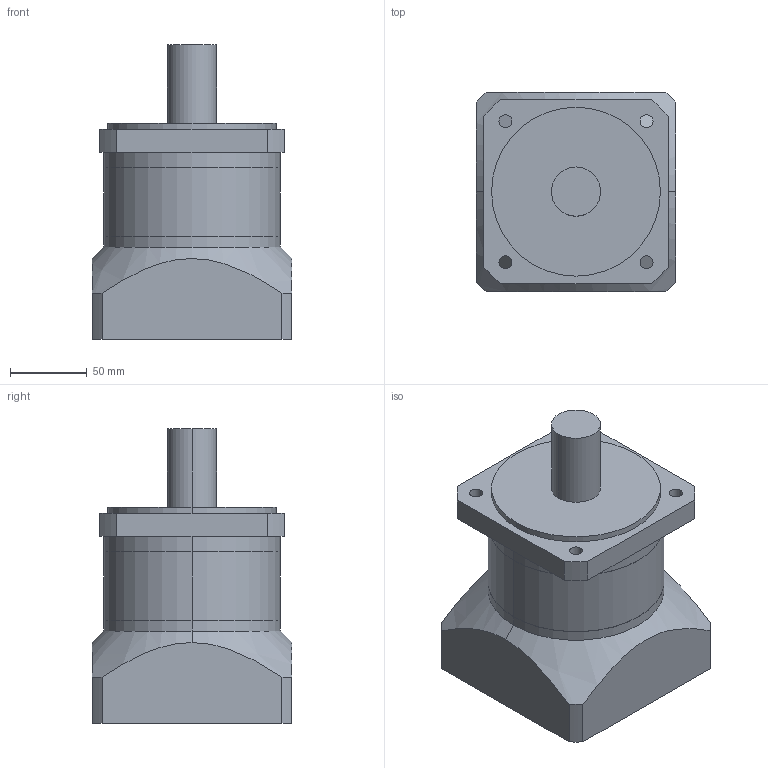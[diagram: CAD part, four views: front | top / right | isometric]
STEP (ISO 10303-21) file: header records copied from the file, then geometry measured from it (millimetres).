
FILE_DESCRIPTION (( 'STEP AP214' ), '1' );
FILE_NAME ('lb120-003-24.STEP', '2025-11-24T15:57:21', ( '' ), ( '' ), 'SwSTEP 2.0', 'SolidWorks 2024', '' );
FILE_SCHEMA (( 'AUTOMOTIVE_DESIGN' ));
Length unit declared in the file: millimetre
Products named in the file (1): lb120-003-24
Bounding box: 130 x 130 x 191.7 mm (x, y, z)
Volume: 1752730.2 mm3; surface area: 142324.2 mm2
Topology: 1 solids, 1 shells, 468 faces, 1276 edges, 846 vertices
Faces by surface type: plane 188, cylinder 158, bspline 120, cone 2
Entity records: 29413 total; most frequent: CARTESIAN_POINT 19013, ORIENTED_EDGE 2552, DIRECTION 1576, EDGE_CURVE 1276, VERTEX_POINT 846, VECTOR 714, LINE 714, EDGE_LOOP 512
